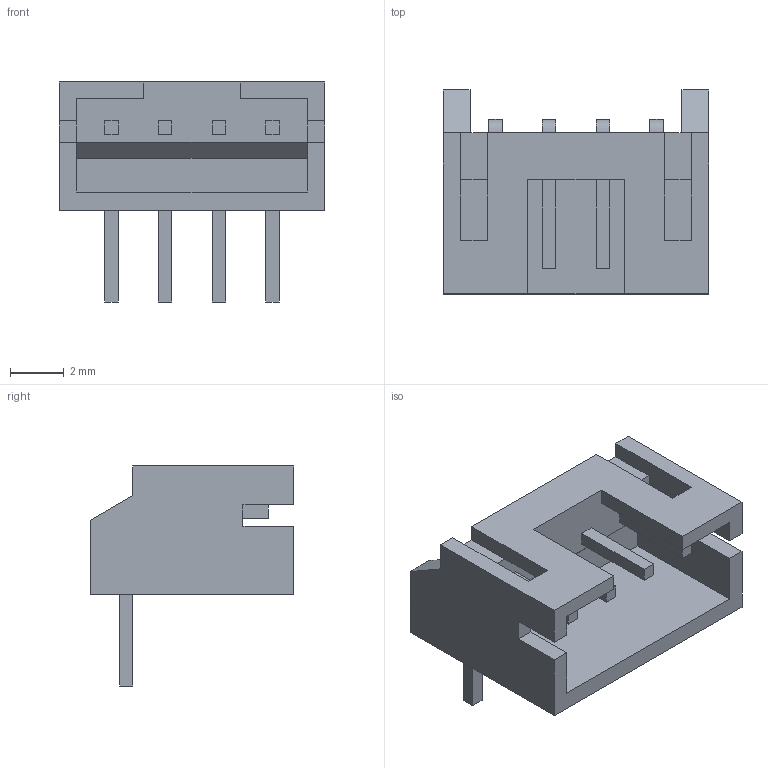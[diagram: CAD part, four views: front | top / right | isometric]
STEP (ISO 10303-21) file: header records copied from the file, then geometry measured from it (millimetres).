
FILE_DESCRIPTION(('FreeCAD Model'),'2;1');
FILE_NAME('S4B-PH-K-S.STEP','2018-05-22T10:47:17', ('Ben Veenema'),('Veenema Design Works'), 'Open CASCADE STEP processor 7.2','FreeCAD','Unknown');
FILE_SCHEMA(('CONFIG_CONTROL_DESIGN','SHAPE_APPEARANCE_LAYER_MIM'));
Length unit declared in the file: millimetre
Products named in the file (1): S4B-PH-K-S
Bounding box: 9.9 x 7.6 x 8.2 mm (x, y, z)
Volume: 153.5 mm3; surface area: 451.3 mm2
Topology: 1 solids, 1 shells, 80 faces, 224 edges, 146 vertices
Faces by surface type: plane 76, cylinder 4
Entity records: 3127 total; most frequent: CARTESIAN_POINT 451, ORIENTED_EDGE 448, DIRECTION 394, EDGE_CURVE 224, LINE 216, VECTOR 216, VERTEX_POINT 146, AXIS2_PLACEMENT_3D 89
